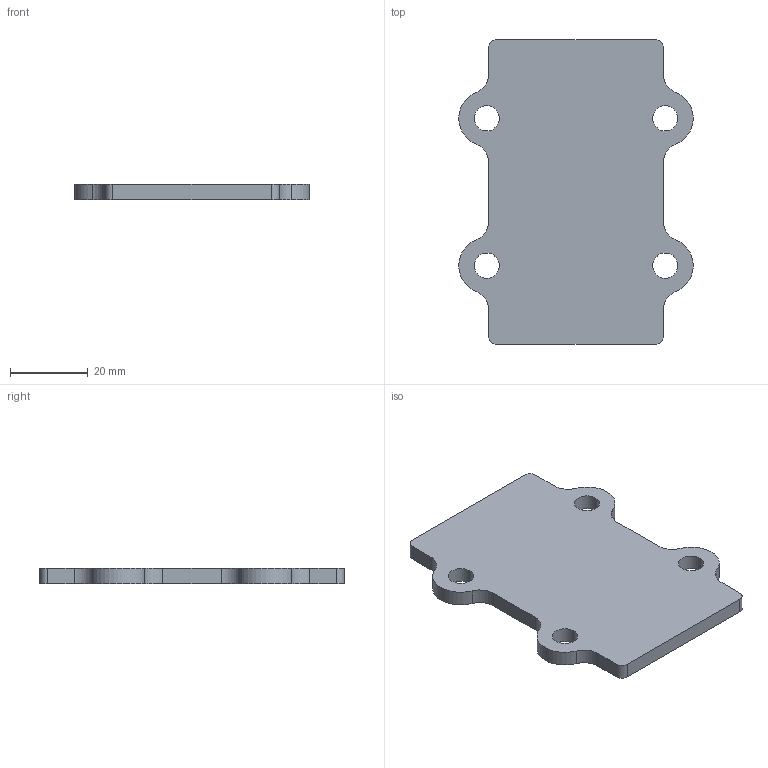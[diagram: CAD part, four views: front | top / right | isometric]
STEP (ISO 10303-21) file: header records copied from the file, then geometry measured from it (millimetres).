
FILE_DESCRIPTION(('CATIA V5 STEP Exchange'),'2;1');
FILE_NAME('60-02-03A_etancheiteAdm_Titan.stp','2020-04-19T20:30:57+00:00',('none'),('none'),'CATIA Version 5-6 Release 2015','CATIA V5 STEP AP203','none');
FILE_SCHEMA(('CONFIG_CONTROL_DESIGN'));
Length unit declared in the file: millimetre
Products named in the file (1): Part2
Bounding box: 60.5 x 78.5 x 4 mm (x, y, z)
Volume: 15114.8 mm3; surface area: 8962.1 mm2
Topology: 1 solids, 1 shells, 34 faces, 96 edges, 64 vertices
Faces by surface type: cylinder 24, plane 10
Entity records: 1097 total; most frequent: ORIENTED_EDGE 192, CARTESIAN_POINT 187, DIRECTION 148, EDGE_CURVE 96, AXIS2_PLACEMENT_3D 75, VERTEX_POINT 64, VECTOR 48, CIRCLE 48
